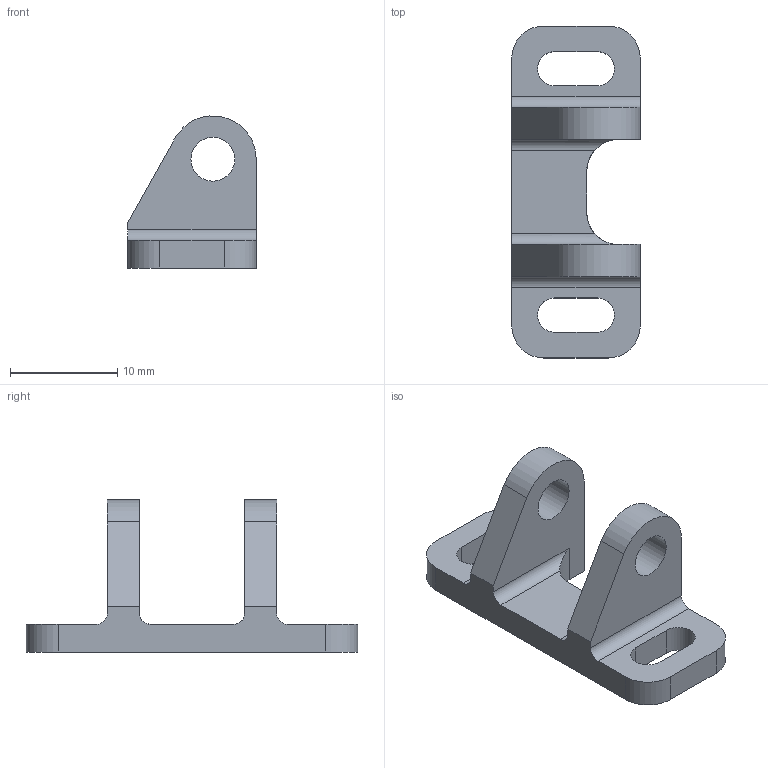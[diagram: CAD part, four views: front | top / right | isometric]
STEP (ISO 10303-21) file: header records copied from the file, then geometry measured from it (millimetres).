
FILE_DESCRIPTION(/* description */ (''),/* implementation_level */ '2;1');
FILE_NAME(/* name */ 'thumbmount.step',/* time_stamp */ '2026-01-18T16:27:13-06:00',/* author */ (''),/* organization */ (''),/* preprocessor_version */ 'ST-DEVELOPER v20.1',/* originating_system */ 'Autodesk Translation Framework v14.21.0.0',/* authorisation */ '');
FILE_SCHEMA (('AUTOMOTIVE_DESIGN { 1 0 10303 214 3 1 1 }'));
Length unit declared in the file: millimetre
Products named in the file (2): Sheetmetal Crosses; Thumb Mount
Assembly tree (1 placements, depth 2):
  Sheetmetal Crosses
    Thumb Mount
Bounding box: 12 x 31 x 14.2 mm (x, y, z)
Volume: 1293.8 mm3; surface area: 1416.1 mm2
Topology: 1 solids, 1 shells, 38 faces, 108 edges, 72 vertices
Faces by surface type: plane 20, cylinder 18
Full cylindrical faces by diameter (mm): 4.1 x2
Entity records: 1336 total; most frequent: CARTESIAN_POINT 239, DIRECTION 222, ORIENTED_EDGE 216, EDGE_CURVE 108, AXIS2_PLACEMENT_3D 75, LINE 72, VECTOR 72, VERTEX_POINT 72
